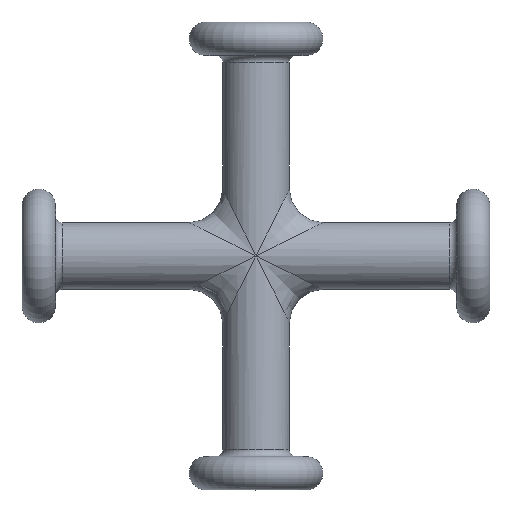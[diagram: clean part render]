
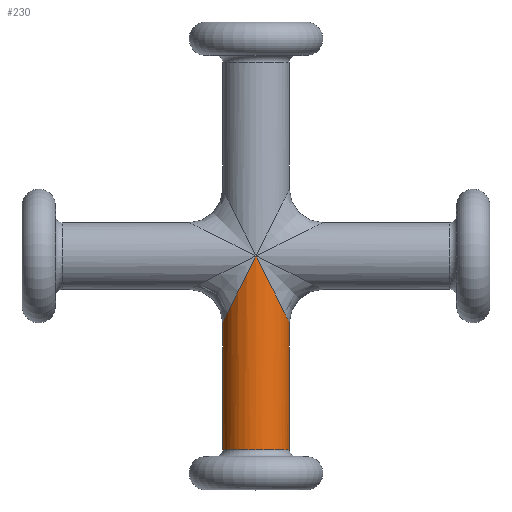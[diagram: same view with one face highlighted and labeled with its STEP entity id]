
A CAD part, top view. The second image highlights one B-rep face of the part: STEP entity #230.
In plain terms, the highlighted cylindrical face has radius 5 mm (diameter 10 mm), a full revolution.
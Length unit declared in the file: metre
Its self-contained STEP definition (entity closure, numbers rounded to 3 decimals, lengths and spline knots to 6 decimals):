
#32=ELLIPSE('',#269,0.01118,0.005);
#33=ELLIPSE('',#270,0.01118,0.005);
#40=ORIENTED_EDGE('',*,*,#88,.T.);
#41=ORIENTED_EDGE('',*,*,#89,.T.);
#42=ORIENTED_EDGE('',*,*,#90,.T.);
#88=EDGE_CURVE('',#112,#112,#130,.F.);
#89=EDGE_CURVE('',#113,#114,#32,.T.);
#90=EDGE_CURVE('',#114,#113,#33,.F.);
#112=VERTEX_POINT('',#404);
#113=VERTEX_POINT('',#406);
#114=VERTEX_POINT('',#407);
#130=CIRCLE('',#268,0.005);
#146=EDGE_LOOP('',(#40));
#147=EDGE_LOOP('',(#41,#42));
#186=FACE_BOUND('',#146,.T.);
#187=FACE_BOUND('',#147,.T.);
#226=CYLINDRICAL_SURFACE('',#267,0.005);
#230=ADVANCED_FACE('',(#186,#187),#226,.T.);
#267=AXIS2_PLACEMENT_3D('',#402,#313,#314);
#268=AXIS2_PLACEMENT_3D('',#403,#315,#316);
#269=AXIS2_PLACEMENT_3D('',#405,#317,#318);
#270=AXIS2_PLACEMENT_3D('',#408,#319,#320);
#313=DIRECTION('',(0.,1.,0.));
#314=DIRECTION('',(0.,0.,1.));
#315=DIRECTION('',(0.,-1.,0.));
#316=DIRECTION('',(1.,0.,0.));
#317=DIRECTION('',(0.894,-0.447,0.));
#318=DIRECTION('',(-0.447,-0.894,0.));
#319=DIRECTION('',(0.894,0.447,0.));
#320=DIRECTION('',(-0.447,0.894,0.));
#402=CARTESIAN_POINT('',(0.,-0.03,0.));
#403=CARTESIAN_POINT('',(0.,-0.029,0.));
#404=CARTESIAN_POINT('',(0.005,-0.029,0.));
#405=CARTESIAN_POINT('',(0.,0.,0.));
#406=CARTESIAN_POINT('',(0.,0.,0.005));
#407=CARTESIAN_POINT('',(0.,0.,-0.005));
#408=CARTESIAN_POINT('',(0.,0.,0.));
